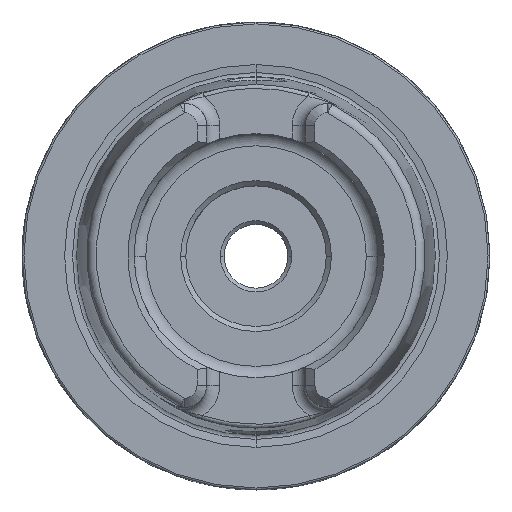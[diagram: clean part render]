
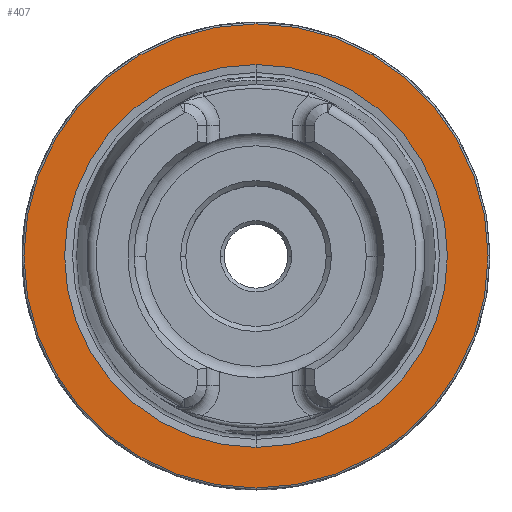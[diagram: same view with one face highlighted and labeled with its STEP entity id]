
A CAD part, top view. The second image highlights one B-rep face of the part: STEP entity #407.
In plain terms, the highlighted planar face has unit normal (0, 0, 1).
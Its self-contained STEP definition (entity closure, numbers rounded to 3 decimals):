
#156 = AXIS2_PLACEMENT_3D ( 'NONE', #17224, #8718, #477 ) ;
#174 = VERTEX_POINT ( 'NONE', #10363 ) ;
#407 = ADVANCED_FACE ( 'NONE', ( #7670, #10971 ), #12988, .T. ) ;
#477 = DIRECTION ( 'NONE',  ( 0., -1., 0. ) ) ;
#2435 = CARTESIAN_POINT ( 'NONE',  ( 0., -24.775, 0. ) ) ;
#4020 = DIRECTION ( 'NONE',  ( 0., 0., -1. ) ) ;
#5263 = EDGE_CURVE ( 'NONE', #174, #8968, #9757, .T. ) ;
#5551 = DIRECTION ( 'NONE',  ( 0., 0., 1. ) ) ;
#5900 = EDGE_CURVE ( 'NONE', #9829, #5967, #13742, .T. ) ;
#5967 = VERTEX_POINT ( 'NONE', #17341 ) ;
#6605 = CARTESIAN_POINT ( 'NONE',  ( 0., 0., 0. ) ) ;
#7508 = EDGE_CURVE ( 'NONE', #8968, #174, #7743, .T. ) ;
#7668 = AXIS2_PLACEMENT_3D ( 'NONE', #12398, #4020, #13830 ) ;
#7670 = FACE_OUTER_BOUND ( 'NONE', #9367, .T. ) ;
#7743 = CIRCLE ( 'NONE', #16907, 20.434 ) ;
#7824 = ORIENTED_EDGE ( 'NONE', *, *, #5900, .T. ) ;
#8007 = DIRECTION ( 'NONE',  ( 0., 1., 0. ) ) ;
#8718 = DIRECTION ( 'NONE',  ( 0., 0., 1. ) ) ;
#8736 = ORIENTED_EDGE ( 'NONE', *, *, #7508, .T. ) ;
#8968 = VERTEX_POINT ( 'NONE', #15759 ) ;
#9367 = EDGE_LOOP ( 'NONE', ( #7824, #12543 ) ) ;
#9757 = CIRCLE ( 'NONE', #7668, 20.434 ) ;
#9829 = VERTEX_POINT ( 'NONE', #2435 ) ;
#10363 = CARTESIAN_POINT ( 'NONE',  ( 0., -20.434, 0. ) ) ;
#10598 = EDGE_LOOP ( 'NONE', ( #12369, #8736 ) ) ;
#10804 = EDGE_CURVE ( 'NONE', #5967, #9829, #14762, .T. ) ;
#10971 = FACE_BOUND ( 'NONE', #10598, .T. ) ;
#12249 = AXIS2_PLACEMENT_3D ( 'NONE', #13664, #14166, #14352 ) ;
#12369 = ORIENTED_EDGE ( 'NONE', *, *, #5263, .T. ) ;
#12398 = CARTESIAN_POINT ( 'NONE',  ( 0., 0., 0. ) ) ;
#12543 = ORIENTED_EDGE ( 'NONE', *, *, #10804, .T. ) ;
#12988 = PLANE ( 'NONE',  #12249 ) ;
#13664 = CARTESIAN_POINT ( 'NONE',  ( 0., 24.975, 0. ) ) ;
#13742 = CIRCLE ( 'NONE', #156, 24.775 ) ;
#13830 = DIRECTION ( 'NONE',  ( 0., 1., 0. ) ) ;
#13980 = CARTESIAN_POINT ( 'NONE',  ( 0., 0., 0. ) ) ;
#14166 = DIRECTION ( 'NONE',  ( 0., 0., 1. ) ) ;
#14352 = DIRECTION ( 'NONE',  ( 0., -1., 0. ) ) ;
#14762 = CIRCLE ( 'NONE', #15288, 24.775 ) ;
#15288 = AXIS2_PLACEMENT_3D ( 'NONE', #13980, #5551, #15411 ) ;
#15411 = DIRECTION ( 'NONE',  ( 0., -1., 0. ) ) ;
#15759 = CARTESIAN_POINT ( 'NONE',  ( 0., 20.434, 0. ) ) ;
#16509 = DIRECTION ( 'NONE',  ( 0., 0., -1. ) ) ;
#16907 = AXIS2_PLACEMENT_3D ( 'NONE', #6605, #16509, #8007 ) ;
#17224 = CARTESIAN_POINT ( 'NONE',  ( 0., 0., 0. ) ) ;
#17341 = CARTESIAN_POINT ( 'NONE',  ( 0., 24.775, 0. ) ) ;
